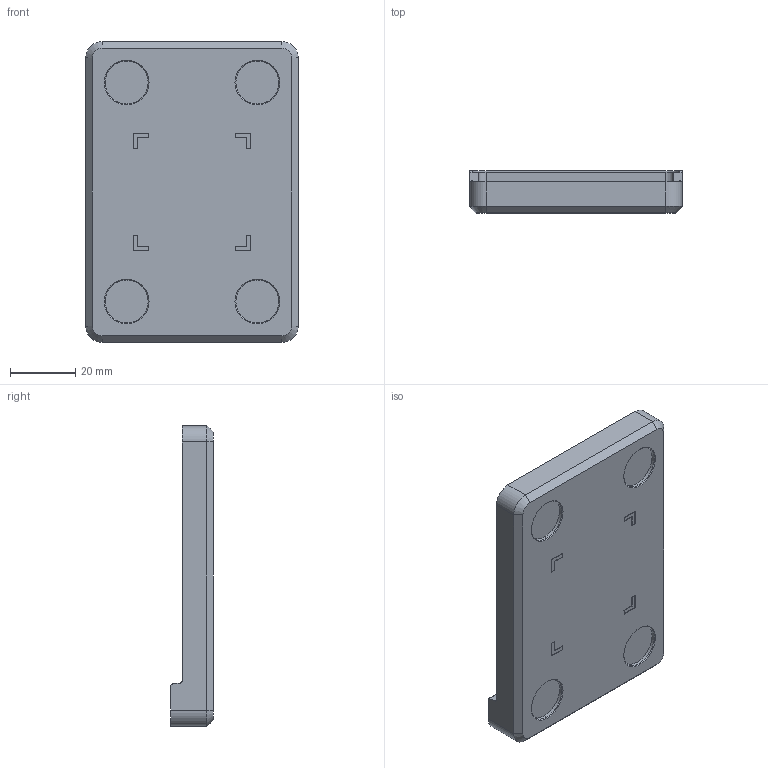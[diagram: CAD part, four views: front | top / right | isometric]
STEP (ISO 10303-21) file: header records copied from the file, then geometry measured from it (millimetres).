
FILE_DESCRIPTION (( 'STEP AP203' ), '1' );
FILE_NAME ('FPR12089-03-SnapFit.STEP', '2023-09-14T03:51:23', ( '' ), ( '' ), 'SwSTEP 2.0', 'SolidWorks 2020', '' );
FILE_SCHEMA (( 'CONFIG_CONTROL_DESIGN' ));
Length unit declared in the file: millimetre
Products named in the file (1): FPR12089-03-SnapFit
Bounding box: 65 x 13.05 x 92 mm (x, y, z)
Volume: 21301.8 mm3; surface area: 17262.9 mm2
Topology: 1 solids, 1 shells, 224 faces, 606 edges, 396 vertices
Faces by surface type: plane 180, cone 24, cylinder 16, torus 4
Entity records: 7005 total; most frequent: CARTESIAN_POINT 1335, ORIENTED_EDGE 1212, DIRECTION 1090, EDGE_CURVE 606, VECTOR 500, LINE 500, VERTEX_POINT 396, AXIS2_PLACEMENT_3D 295
